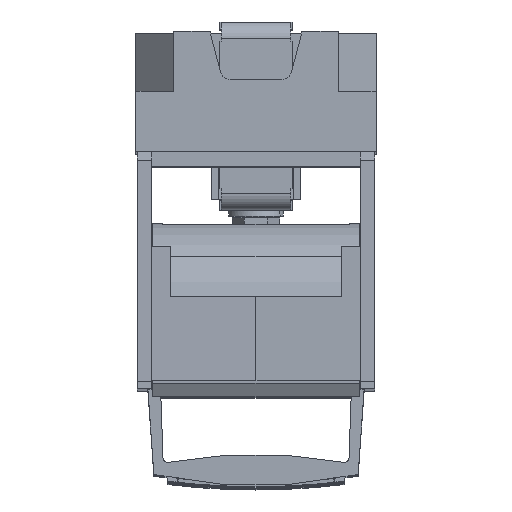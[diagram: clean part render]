
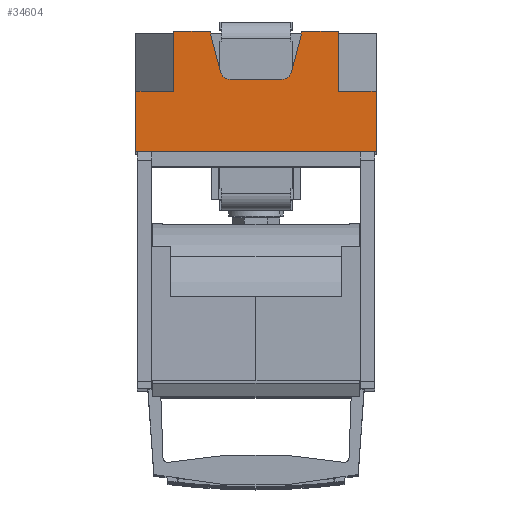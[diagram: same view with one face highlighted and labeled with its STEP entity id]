
A CAD part, top view. The second image highlights one B-rep face of the part: STEP entity #34604.
In plain terms, the highlighted planar face has unit normal (0, 0, 1).
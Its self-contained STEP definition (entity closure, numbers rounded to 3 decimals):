
#31538=AXIS2_PLACEMENT_3D('Circle Axis2P3D',#31536,#31537,$) ;
#31600=AXIS2_PLACEMENT_3D('Circle Axis2P3D',#31598,#31599,$) ;
#34568=AXIS2_PLACEMENT_3D('Plane Axis2P3D',#34565,#34566,#34567) ;
#31391=CARTESIAN_POINT('Vertex',(34.264,-4.,277.5)) ;
#31394=CARTESIAN_POINT('Line Origine',(34.264,-16.5,277.5)) ;
#31398=CARTESIAN_POINT('Vertex',(34.264,-29.,277.5)) ;
#31422=CARTESIAN_POINT('Vertex',(50.,-29.,277.5)) ;
#31425=CARTESIAN_POINT('Line Origine',(42.132,-29.,277.5)) ;
#31442=CARTESIAN_POINT('Line Origine',(-34.264,-16.5,277.5)) ;
#31446=CARTESIAN_POINT('Vertex',(-34.264,-4.,277.5)) ;
#31448=CARTESIAN_POINT('Vertex',(-34.264,-29.,277.5)) ;
#31482=CARTESIAN_POINT('Line Origine',(-16.811,-13.103,277.5)) ;
#31486=CARTESIAN_POINT('Vertex',(-14.685,-21.035,277.5)) ;
#31488=CARTESIAN_POINT('Vertex',(-18.936,-5.171,277.5)) ;
#31528=CARTESIAN_POINT('Vertex',(-10.822,-24.,277.5)) ;
#31536=CARTESIAN_POINT('Axis2P3D Location',(-10.822,-20.,277.5)) ;
#31559=CARTESIAN_POINT('Vertex',(10.822,-24.,277.5)) ;
#31567=CARTESIAN_POINT('Line Origine',(0.,-24.,277.5)) ;
#31590=CARTESIAN_POINT('Vertex',(14.685,-21.035,277.5)) ;
#31598=CARTESIAN_POINT('Axis2P3D Location',(10.822,-20.,277.5)) ;
#31622=CARTESIAN_POINT('Line Origine',(16.811,-13.103,277.5)) ;
#31626=CARTESIAN_POINT('Vertex',(18.936,-5.171,277.5)) ;
#31676=CARTESIAN_POINT('Line Origine',(-42.132,-29.,277.5)) ;
#31680=CARTESIAN_POINT('Vertex',(-50.,-29.,277.5)) ;
#31853=CARTESIAN_POINT('Line Origine',(-30.882,-4.,277.5)) ;
#31857=CARTESIAN_POINT('Vertex',(-27.5,-4.,277.5)) ;
#31860=CARTESIAN_POINT('Line Origine',(-23.375,-4.,277.5)) ;
#31864=CARTESIAN_POINT('Vertex',(-19.25,-4.,277.5)) ;
#31867=CARTESIAN_POINT('Line Origine',(-19.093,-4.,277.5)) ;
#31871=CARTESIAN_POINT('Vertex',(-18.936,-4.,277.5)) ;
#31892=CARTESIAN_POINT('Vertex',(18.936,-4.,277.5)) ;
#31895=CARTESIAN_POINT('Line Origine',(19.093,-4.,277.5)) ;
#31899=CARTESIAN_POINT('Vertex',(19.25,-4.,277.5)) ;
#31902=CARTESIAN_POINT('Line Origine',(23.375,-4.,277.5)) ;
#31906=CARTESIAN_POINT('Vertex',(27.5,-4.,277.5)) ;
#31909=CARTESIAN_POINT('Line Origine',(30.882,-4.,277.5)) ;
#32975=CARTESIAN_POINT('Line Origine',(-18.936,-4.585,277.5)) ;
#33030=CARTESIAN_POINT('Line Origine',(18.936,-4.585,277.5)) ;
#34540=CARTESIAN_POINT('Line Origine',(50.,-29.,277.5)) ;
#34544=CARTESIAN_POINT('Vertex',(50.,-54.,277.5)) ;
#34565=CARTESIAN_POINT('Axis2P3D Location',(0.,-4.,277.5)) ;
#34570=CARTESIAN_POINT('Line Origine',(-50.,-41.5,277.5)) ;
#34574=CARTESIAN_POINT('Vertex',(-50.,-54.,277.5)) ;
#34577=CARTESIAN_POINT('Line Origine',(0.,-54.,277.5)) ;
#31395=DIRECTION('Vector Direction',(0.,-1.,0.)) ;
#31426=DIRECTION('Vector Direction',(-1.,0.,0.)) ;
#31443=DIRECTION('Vector Direction',(0.,-1.,0.)) ;
#31483=DIRECTION('Vector Direction',(-0.259,0.966,0.)) ;
#31537=DIRECTION('Axis2P3D Direction',(0.,0.,1.)) ;
#31568=DIRECTION('Vector Direction',(-1.,0.,0.)) ;
#31599=DIRECTION('Axis2P3D Direction',(0.,0.,1.)) ;
#31623=DIRECTION('Vector Direction',(-0.259,-0.966,0.)) ;
#31677=DIRECTION('Vector Direction',(-1.,0.,0.)) ;
#31854=DIRECTION('Vector Direction',(1.,0.,0.)) ;
#31861=DIRECTION('Vector Direction',(1.,0.,0.)) ;
#31868=DIRECTION('Vector Direction',(1.,0.,0.)) ;
#31896=DIRECTION('Vector Direction',(1.,0.,0.)) ;
#31903=DIRECTION('Vector Direction',(1.,0.,0.)) ;
#31910=DIRECTION('Vector Direction',(1.,0.,0.)) ;
#32976=DIRECTION('Vector Direction',(0.,-1.,0.)) ;
#33031=DIRECTION('Vector Direction',(0.,-1.,0.)) ;
#34541=DIRECTION('Vector Direction',(0.,-1.,0.)) ;
#34566=DIRECTION('Axis2P3D Direction',(-0.,0.,1.)) ;
#34567=DIRECTION('Axis2P3D XDirection',(0.,-1.,0.)) ;
#34571=DIRECTION('Vector Direction',(0.,-1.,0.)) ;
#34578=DIRECTION('Vector Direction',(1.,0.,0.)) ;
#31396=VECTOR('Line Direction',#31395,1.) ;
#31427=VECTOR('Line Direction',#31426,1.) ;
#31444=VECTOR('Line Direction',#31443,1.) ;
#31484=VECTOR('Line Direction',#31483,1.) ;
#31569=VECTOR('Line Direction',#31568,1.) ;
#31624=VECTOR('Line Direction',#31623,1.) ;
#31678=VECTOR('Line Direction',#31677,1.) ;
#31855=VECTOR('Line Direction',#31854,1.) ;
#31862=VECTOR('Line Direction',#31861,1.) ;
#31869=VECTOR('Line Direction',#31868,1.) ;
#31897=VECTOR('Line Direction',#31896,1.) ;
#31904=VECTOR('Line Direction',#31903,1.) ;
#31911=VECTOR('Line Direction',#31910,1.) ;
#32977=VECTOR('Line Direction',#32976,1.) ;
#33032=VECTOR('Line Direction',#33031,1.) ;
#34542=VECTOR('Line Direction',#34541,1.) ;
#34572=VECTOR('Line Direction',#34571,1.) ;
#34579=VECTOR('Line Direction',#34578,1.) ;
#34583=ORIENTED_EDGE('',*,*,#31628,.T.) ;
#34584=ORIENTED_EDGE('',*,*,#31602,.T.) ;
#34585=ORIENTED_EDGE('',*,*,#31571,.T.) ;
#34586=ORIENTED_EDGE('',*,*,#31540,.T.) ;
#34587=ORIENTED_EDGE('',*,*,#31490,.T.) ;
#34588=ORIENTED_EDGE('',*,*,#32979,.F.) ;
#34589=ORIENTED_EDGE('',*,*,#31873,.F.) ;
#34590=ORIENTED_EDGE('',*,*,#31866,.T.) ;
#34591=ORIENTED_EDGE('',*,*,#31859,.F.) ;
#34592=ORIENTED_EDGE('',*,*,#31450,.T.) ;
#34593=ORIENTED_EDGE('',*,*,#31682,.T.) ;
#34594=ORIENTED_EDGE('',*,*,#34576,.T.) ;
#34595=ORIENTED_EDGE('',*,*,#34581,.T.) ;
#34596=ORIENTED_EDGE('',*,*,#34546,.T.) ;
#34597=ORIENTED_EDGE('',*,*,#31429,.T.) ;
#34598=ORIENTED_EDGE('',*,*,#31400,.F.) ;
#34599=ORIENTED_EDGE('',*,*,#31913,.F.) ;
#34600=ORIENTED_EDGE('',*,*,#31908,.T.) ;
#34601=ORIENTED_EDGE('',*,*,#31901,.F.) ;
#34602=ORIENTED_EDGE('',*,*,#33034,.T.) ;
#34604=ADVANCED_FACE('804188_L_NH-Leistenunterteil Gr.1  L/SL1/3A',(#34603),#34569,.T.) ;
#31539=CIRCLE('generated circle',#31538,4.) ;
#31601=CIRCLE('generated circle',#31600,4.) ;
#31400=EDGE_CURVE('',#31392,#31399,#31397,.T.) ;
#31429=EDGE_CURVE('',#31423,#31399,#31428,.T.) ;
#31450=EDGE_CURVE('',#31447,#31449,#31445,.T.) ;
#31490=EDGE_CURVE('',#31487,#31489,#31485,.T.) ;
#31540=EDGE_CURVE('',#31529,#31487,#31539,.F.) ;
#31571=EDGE_CURVE('',#31560,#31529,#31570,.T.) ;
#31602=EDGE_CURVE('',#31591,#31560,#31601,.F.) ;
#31628=EDGE_CURVE('',#31627,#31591,#31625,.T.) ;
#31682=EDGE_CURVE('',#31449,#31681,#31679,.T.) ;
#31859=EDGE_CURVE('',#31447,#31858,#31856,.T.) ;
#31866=EDGE_CURVE('',#31865,#31858,#31863,.F.) ;
#31873=EDGE_CURVE('',#31865,#31872,#31870,.T.) ;
#31901=EDGE_CURVE('',#31893,#31900,#31898,.T.) ;
#31908=EDGE_CURVE('',#31907,#31900,#31905,.F.) ;
#31913=EDGE_CURVE('',#31907,#31392,#31912,.T.) ;
#32979=EDGE_CURVE('',#31872,#31489,#32978,.T.) ;
#33034=EDGE_CURVE('',#31893,#31627,#33033,.T.) ;
#34546=EDGE_CURVE('',#34545,#31423,#34543,.F.) ;
#34576=EDGE_CURVE('',#31681,#34575,#34573,.T.) ;
#34581=EDGE_CURVE('',#34575,#34545,#34580,.T.) ;
#34582=EDGE_LOOP('',(#34583,#34584,#34585,#34586,#34587,#34588,#34589,#34590,#34591,#34592,#34593,#34594,#34595,#34596,#34597,#34598,#34599,#34600,#34601,#34602)) ;
#34603=FACE_OUTER_BOUND('',#34582,.T.) ;
#31397=LINE('Line',#31394,#31396) ;
#31428=LINE('Line',#31425,#31427) ;
#31445=LINE('Line',#31442,#31444) ;
#31485=LINE('Line',#31482,#31484) ;
#31570=LINE('Line',#31567,#31569) ;
#31625=LINE('Line',#31622,#31624) ;
#31679=LINE('Line',#31676,#31678) ;
#31856=LINE('Line',#31853,#31855) ;
#31863=LINE('Line',#31860,#31862) ;
#31870=LINE('Line',#31867,#31869) ;
#31898=LINE('Line',#31895,#31897) ;
#31905=LINE('Line',#31902,#31904) ;
#31912=LINE('Line',#31909,#31911) ;
#32978=LINE('Line',#32975,#32977) ;
#33033=LINE('Line',#33030,#33032) ;
#34543=LINE('Line',#34540,#34542) ;
#34573=LINE('Line',#34570,#34572) ;
#34580=LINE('Line',#34577,#34579) ;
#34569=PLANE('Plane',#34568) ;
#31392=VERTEX_POINT('',#31391) ;
#31399=VERTEX_POINT('',#31398) ;
#31423=VERTEX_POINT('',#31422) ;
#31447=VERTEX_POINT('',#31446) ;
#31449=VERTEX_POINT('',#31448) ;
#31487=VERTEX_POINT('',#31486) ;
#31489=VERTEX_POINT('',#31488) ;
#31529=VERTEX_POINT('',#31528) ;
#31560=VERTEX_POINT('',#31559) ;
#31591=VERTEX_POINT('',#31590) ;
#31627=VERTEX_POINT('',#31626) ;
#31681=VERTEX_POINT('',#31680) ;
#31858=VERTEX_POINT('',#31857) ;
#31865=VERTEX_POINT('',#31864) ;
#31872=VERTEX_POINT('',#31871) ;
#31893=VERTEX_POINT('',#31892) ;
#31900=VERTEX_POINT('',#31899) ;
#31907=VERTEX_POINT('',#31906) ;
#34545=VERTEX_POINT('',#34544) ;
#34575=VERTEX_POINT('',#34574) ;
